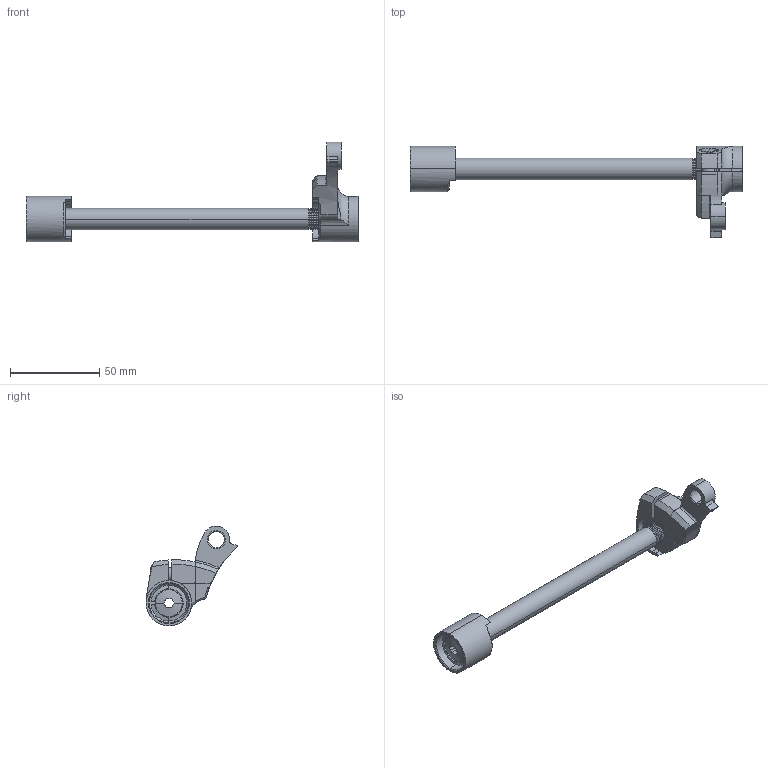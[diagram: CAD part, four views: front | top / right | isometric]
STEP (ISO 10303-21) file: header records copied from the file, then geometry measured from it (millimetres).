
FILE_DESCRIPTION (( 'STEP AP214' ), '1' );
FILE_NAME ('DR2091.STEP', '2015-06-10T15:15:41', ( 'Accounting' ), ( 'Microsoft' ), 'SwSTEP 2.0', 'SolidWorks 2015', '' );
FILE_SCHEMA (( 'AUTOMOTIVE_DESIGN' ));
Length unit declared in the file: millimetre
Products named in the file (9): 12mm_Axle_ver-01; SY4014; DR4090; DR2091; DR2091R; DR2091L; SY4010; stainless_steel_washer_12mm; cone_for_12mm_axle_ver-02
Assembly tree (8 placements, depth 2):
  DR2091
    DR4090
    SY4014
    12mm_Axle_ver-01
    cone_for_12mm_axle_ver-02
    stainless_steel_washer_12mm
    SY4010
    DR2091L
    DR2091R
Bounding box: 185.55 x 51.23 x 55.69 mm (x, y, z)
Volume: 34808.4 mm3; surface area: 27783 mm2
Topology: 8 solids, 8 shells, 325 faces, 753 edges, 453 vertices
Faces by surface type: cone 122, cylinder 97, plane 69, torus 24, bspline 13
Entity records: 10305 total; most frequent: CARTESIAN_POINT 2440, DIRECTION 1690, ORIENTED_EDGE 1502, EDGE_CURVE 751, AXIS2_PLACEMENT_3D 680, VERTEX_POINT 453, CIRCLE 357, EDGE_LOOP 352
